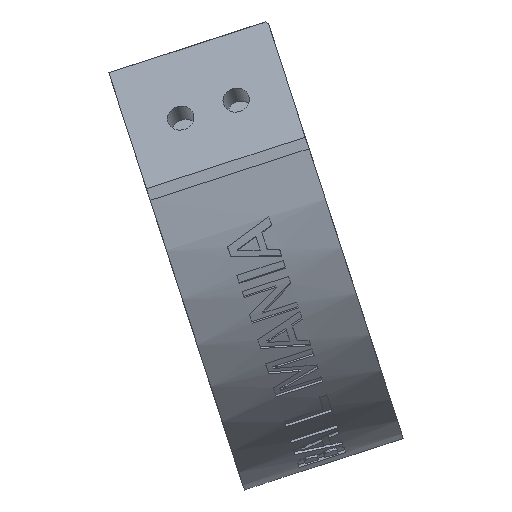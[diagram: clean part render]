
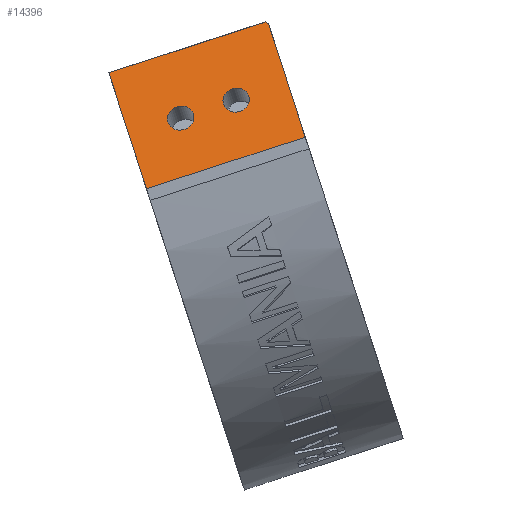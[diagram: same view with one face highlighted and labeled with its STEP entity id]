
A CAD part, left-side view. The second image highlights one B-rep face of the part: STEP entity #14396.
In plain terms, the highlighted planar face has unit normal (-0.887, 0.143, 0.439).
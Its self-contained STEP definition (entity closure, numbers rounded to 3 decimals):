
#507=FACE_BOUND('',#2206,.T.);
#508=FACE_BOUND('',#2207,.T.);
#800=PLANE('',#15258);
#1319=FACE_OUTER_BOUND('',#2205,.T.);
#2205=EDGE_LOOP('',(#11506,#11507,#11508,#11509,#11510));
#2206=EDGE_LOOP('',(#11511));
#2207=EDGE_LOOP('',(#11512));
#3592=LINE('',#18560,#4613);
#4033=LINE('',#24500,#5054);
#4057=LINE('',#24558,#5078);
#4059=LINE('',#24562,#5080);
#4060=LINE('',#24563,#5081);
#4613=VECTOR('',#15801,10.);
#5054=VECTOR('',#16930,10.);
#5078=VECTOR('',#16984,10.);
#5080=VECTOR('',#16988,10.);
#5081=VECTOR('',#16989,10.);
#5613=CIRCLE('',#14916,2.75);
#5615=CIRCLE('',#14920,2.75);
#6002=VERTEX_POINT('',#18556);
#6004=VERTEX_POINT('',#18559);
#6045=VERTEX_POINT('',#18649);
#6047=VERTEX_POINT('',#18656);
#6631=VERTEX_POINT('',#24498);
#6650=VERTEX_POINT('',#24557);
#6651=VERTEX_POINT('',#24561);
#7455=EDGE_CURVE('',#6004,#6002,#3592,.T.);
#7500=EDGE_CURVE('',#6045,#6045,#5613,.T.);
#7503=EDGE_CURVE('',#6047,#6047,#5615,.T.);
#8382=EDGE_CURVE('',#6631,#6002,#4033,.T.);
#8410=EDGE_CURVE('',#6650,#6004,#4057,.T.);
#8412=EDGE_CURVE('',#6631,#6651,#4059,.T.);
#8413=EDGE_CURVE('',#6651,#6650,#4060,.T.);
#11506=ORIENTED_EDGE('',*,*,#8382,.F.);
#11507=ORIENTED_EDGE('',*,*,#8412,.T.);
#11508=ORIENTED_EDGE('',*,*,#8413,.T.);
#11509=ORIENTED_EDGE('',*,*,#8410,.T.);
#11510=ORIENTED_EDGE('',*,*,#7455,.T.);
#11511=ORIENTED_EDGE('',*,*,#7500,.T.);
#11512=ORIENTED_EDGE('',*,*,#7503,.T.);
#14396=ADVANCED_FACE('',(#1319,#507,#508),#800,.T.);
#14916=AXIS2_PLACEMENT_3D('',#18650,#15867,#15868);
#14920=AXIS2_PLACEMENT_3D('',#18657,#15876,#15877);
#15258=AXIS2_PLACEMENT_3D('',#24560,#16986,#16987);
#15801=DIRECTION('',(0.461,0.274,0.844));
#15867=DIRECTION('center_axis',(0.887,-0.143,-0.439));
#15868=DIRECTION('ref_axis',(0.443,0.,0.896));
#15876=DIRECTION('center_axis',(0.887,-0.143,-0.439));
#15877=DIRECTION('ref_axis',(0.443,0.,0.896));
#16930=DIRECTION('',(-0.345,-0.836,-0.426));
#16984=DIRECTION('',(0.,-0.951,0.309));
#16986=DIRECTION('center_axis',(-0.887,0.143,0.439));
#16987=DIRECTION('ref_axis',(0.443,0.,0.896));
#16988=DIRECTION('',(0.,0.951,-0.309));
#16989=DIRECTION('',(-0.461,-0.274,-0.844));
#18556=CARTESIAN_POINT('',(-60.26,-97.465,-61.028));
#18559=CARTESIAN_POINT('',(-73.,-105.036,-84.329));
#18560=CARTESIAN_POINT('',(-66.074,-100.92,-71.662));
#18649=CARTESIAN_POINT('',(-68.18,-79.452,-82.896));
#18650=CARTESIAN_POINT('Origin',(-66.961,-79.452,-80.431));
#18656=CARTESIAN_POINT('',(-68.18,-90.865,-79.188));
#18657=CARTESIAN_POINT('Origin',(-66.961,-90.865,-76.723));
#24498=CARTESIAN_POINT('',(-60.,-96.835,-60.707));
#24500=CARTESIAN_POINT('',(-57.122,-89.861,-57.153));
#24557=CARTESIAN_POINT('',(-73.,-72.458,-94.914));
#24558=CARTESIAN_POINT('',(-73.,-91.661,-88.675));
#24560=CARTESIAN_POINT('Origin',(-66.5,-87.799,-76.786));
#24561=CARTESIAN_POINT('',(-60.,-64.732,-71.138));
#24562=CARTESIAN_POINT('',(-60.,-83.936,-64.898));
#24563=CARTESIAN_POINT('',(-70.464,-70.951,-90.276));
